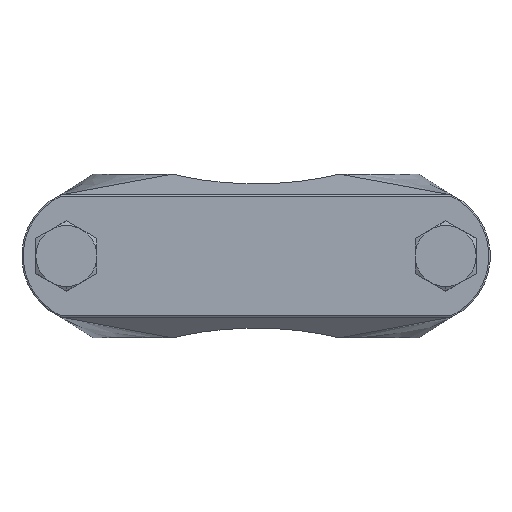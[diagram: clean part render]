
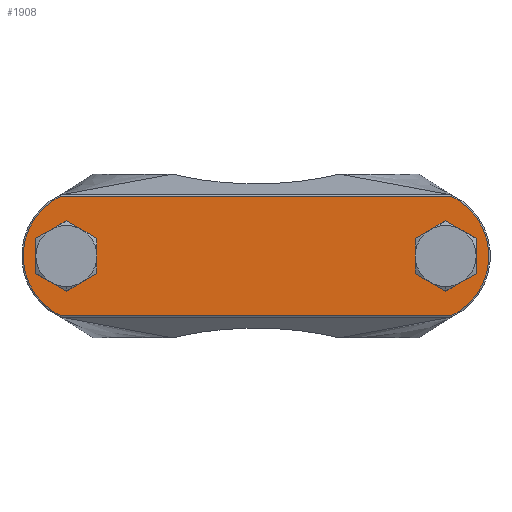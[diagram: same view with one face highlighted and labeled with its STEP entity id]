
A CAD part, front view. The second image highlights one B-rep face of the part: STEP entity #1908.
In plain terms, the highlighted planar face has unit normal (0, -1, 0).
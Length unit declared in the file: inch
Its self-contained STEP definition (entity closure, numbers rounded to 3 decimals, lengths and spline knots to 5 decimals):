
#9 = CARTESIAN_POINT ( 'NONE',  ( -1.5786, -0.799, -0.1263 ) ) ;
#23 = VERTEX_POINT ( 'NONE', #499 ) ;
#44 = CARTESIAN_POINT ( 'NONE',  ( 1.19449, -0.799, 0. ) ) ;
#51 = EDGE_CURVE ( 'NONE', #482, #2148, #3107, .T. ) ;
#92 = EDGE_CURVE ( 'NONE', #120, #3277, #2479, .T. ) ;
#120 = VERTEX_POINT ( 'NONE', #1317 ) ;
#131 = FACE_BOUND ( 'NONE', #1944, .T. ) ;
#216 = EDGE_CURVE ( 'NONE', #2280, #3078, #1074, .T. ) ;
#301 = ORIENTED_EDGE ( 'NONE', *, *, #2796, .F. ) ;
#317 = VERTEX_POINT ( 'NONE', #1936 ) ;
#355 = DIRECTION ( 'NONE',  ( 0., -1., 0. ) ) ;
#408 = VECTOR ( 'NONE', #1259, 39.37008 ) ;
#413 = VECTOR ( 'NONE', #2005, 39.37008 ) ;
#417 = CARTESIAN_POINT ( 'NONE',  ( 1.35985, -0.799, 0.25259 ) ) ;
#425 = VERTEX_POINT ( 'NONE', #1910 ) ;
#477 = CARTESIAN_POINT ( 'NONE',  ( 1.1411, -0.799, 0.1263 ) ) ;
#482 = VERTEX_POINT ( 'NONE', #417 ) ;
#499 = CARTESIAN_POINT ( 'NONE',  ( -1.5786, -0.799, -0.1263 ) ) ;
#501 = ORIENTED_EDGE ( 'NONE', *, *, #1081, .F. ) ;
#505 = AXIS2_PLACEMENT_3D ( 'NONE', #1113, #355, #3144 ) ;
#527 = EDGE_CURVE ( 'NONE', #1698, #2588, #1760, .T. ) ;
#536 = VERTEX_POINT ( 'NONE', #2297 ) ;
#570 = CARTESIAN_POINT ( 'NONE',  ( 1.5786, -0.799, 0.1263 ) ) ;
#592 = VECTOR ( 'NONE', #2515, 39.37008 ) ;
#603 = LINE ( 'NONE', #477, #413 ) ;
#623 = VERTEX_POINT ( 'NONE', #2013 ) ;
#639 = VECTOR ( 'NONE', #2713, 39.37008 ) ;
#786 = EDGE_CURVE ( 'NONE', #23, #536, #1451, .T. ) ;
#787 = EDGE_LOOP ( 'NONE', ( #3115, #2387, #2115, #810, #2396, #301 ) ) ;
#808 = FACE_BOUND ( 'NONE', #787, .T. ) ;
#810 = ORIENTED_EDGE ( 'NONE', *, *, #2104, .F. ) ;
#891 = CARTESIAN_POINT ( 'NONE',  ( 1.5786, -0.799, -0.1263 ) ) ;
#899 = LINE ( 'NONE', #1452, #1489 ) ;
#933 = DIRECTION ( 'NONE',  ( -0.866, 0., 0.5 ) ) ;
#946 = VERTEX_POINT ( 'NONE', #2145 ) ;
#950 = DIRECTION ( 'NONE',  ( 0., -1., 0. ) ) ;
#994 = DIRECTION ( 'NONE',  ( 0., 0., 1. ) ) ;
#1005 = CARTESIAN_POINT ( 'NONE',  ( -1.1411, -0.799, 0.1263 ) ) ;
#1038 = ORIENTED_EDGE ( 'NONE', *, *, #1361, .T. ) ;
#1074 = LINE ( 'NONE', #2458, #639 ) ;
#1081 = EDGE_CURVE ( 'NONE', #946, #317, #2029, .T. ) ;
#1113 = CARTESIAN_POINT ( 'NONE',  ( -1.19449, -0.799, 0. ) ) ;
#1140 = LINE ( 'NONE', #1617, #3094 ) ;
#1178 = DIRECTION ( 'NONE',  ( 0.866, 0., -0.5 ) ) ;
#1181 = DIRECTION ( 'NONE',  ( -0.866, 0., -0.5 ) ) ;
#1185 = PLANE ( 'NONE',  #2788 ) ;
#1252 = ORIENTED_EDGE ( 'NONE', *, *, #92, .T. ) ;
#1259 = DIRECTION ( 'NONE',  ( -0.866, 0., 0.5 ) ) ;
#1292 = EDGE_CURVE ( 'NONE', #2148, #946, #603, .T. ) ;
#1317 = CARTESIAN_POINT ( 'NONE',  ( -1.40271, -0.799, -0.4275 ) ) ;
#1361 = EDGE_CURVE ( 'NONE', #3224, #120, #1562, .T. ) ;
#1364 = CARTESIAN_POINT ( 'NONE',  ( 1.35985, -0.799, 0.25259 ) ) ;
#1451 = LINE ( 'NONE', #9, #2811 ) ;
#1452 = CARTESIAN_POINT ( 'NONE',  ( 1.5786, -0.799, 0.1263 ) ) ;
#1478 = CARTESIAN_POINT ( 'NONE',  ( 1.35985, -0.799, -0.25259 ) ) ;
#1489 = VECTOR ( 'NONE', #933, 39.37008 ) ;
#1505 = EDGE_LOOP ( 'NONE', ( #1655, #1038, #1252, #2162 ) ) ;
#1562 = CIRCLE ( 'NONE', #505, 0.47551 ) ;
#1564 = DIRECTION ( 'NONE',  ( 0.866, 0., 0.5 ) ) ;
#1574 = ORIENTED_EDGE ( 'NONE', *, *, #3314, .F. ) ;
#1617 = CARTESIAN_POINT ( 'NONE',  ( -1.405, -0.799, 0.4275 ) ) ;
#1622 = CARTESIAN_POINT ( 'NONE',  ( -1.1411, -0.799, -0.1263 ) ) ;
#1655 = ORIENTED_EDGE ( 'NONE', *, *, #3069, .T. ) ;
#1698 = VERTEX_POINT ( 'NONE', #1871 ) ;
#1705 = AXIS2_PLACEMENT_3D ( 'NONE', #44, #1819, #2085 ) ;
#1720 = CARTESIAN_POINT ( 'NONE',  ( -1.19449, -0.799, 0. ) ) ;
#1732 = DIRECTION ( 'NONE',  ( 0., 0., -1. ) ) ;
#1743 = VECTOR ( 'NONE', #1874, 39.37008 ) ;
#1760 = LINE ( 'NONE', #891, #3163 ) ;
#1805 = LINE ( 'NONE', #1478, #3255 ) ;
#1819 = DIRECTION ( 'NONE',  ( 0., -1., 0. ) ) ;
#1870 = LINE ( 'NONE', #1959, #592 ) ;
#1871 = CARTESIAN_POINT ( 'NONE',  ( 1.5786, -0.799, -0.1263 ) ) ;
#1874 = DIRECTION ( 'NONE',  ( 1., 0., 0. ) ) ;
#1886 = EDGE_CURVE ( 'NONE', #2588, #482, #899, .T. ) ;
#1900 = VECTOR ( 'NONE', #1181, 39.37008 ) ;
#1908 = ADVANCED_FACE ( 'NONE', ( #2775, #808, #131 ), #1185, .T. ) ;
#1910 = CARTESIAN_POINT ( 'NONE',  ( -1.5786, -0.799, 0.1263 ) ) ;
#1936 = CARTESIAN_POINT ( 'NONE',  ( 1.35985, -0.799, -0.25259 ) ) ;
#1944 = EDGE_LOOP ( 'NONE', ( #2268, #2686, #2159, #1574, #501, #2884 ) ) ;
#1959 = CARTESIAN_POINT ( 'NONE',  ( -1.5786, -0.799, 0.1263 ) ) ;
#1963 = VECTOR ( 'NONE', #1564, 39.37008 ) ;
#2005 = DIRECTION ( 'NONE',  ( 0., 0., -1. ) ) ;
#2013 = CARTESIAN_POINT ( 'NONE',  ( 1.40271, -0.799, 0.4275 ) ) ;
#2029 = LINE ( 'NONE', #3210, #2561 ) ;
#2085 = DIRECTION ( 'NONE',  ( 0., 0., -1. ) ) ;
#2104 = EDGE_CURVE ( 'NONE', #536, #2280, #2295, .T. ) ;
#2115 = ORIENTED_EDGE ( 'NONE', *, *, #216, .F. ) ;
#2132 = CARTESIAN_POINT ( 'NONE',  ( -1.1411, -0.799, 0.1263 ) ) ;
#2145 = CARTESIAN_POINT ( 'NONE',  ( 1.1411, -0.799, -0.1263 ) ) ;
#2148 = VERTEX_POINT ( 'NONE', #2354 ) ;
#2159 = ORIENTED_EDGE ( 'NONE', *, *, #527, .F. ) ;
#2162 = ORIENTED_EDGE ( 'NONE', *, *, #2521, .T. ) ;
#2205 = CIRCLE ( 'NONE', #1705, 0.47551 ) ;
#2268 = ORIENTED_EDGE ( 'NONE', *, *, #51, .F. ) ;
#2280 = VERTEX_POINT ( 'NONE', #1622 ) ;
#2295 = LINE ( 'NONE', #2866, #1963 ) ;
#2297 = CARTESIAN_POINT ( 'NONE',  ( -1.35985, -0.799, -0.25259 ) ) ;
#2354 = CARTESIAN_POINT ( 'NONE',  ( 1.1411, -0.799, 0.1263 ) ) ;
#2387 = ORIENTED_EDGE ( 'NONE', *, *, #2469, .F. ) ;
#2395 = DIRECTION ( 'NONE',  ( -1., 0., 0. ) ) ;
#2396 = ORIENTED_EDGE ( 'NONE', *, *, #786, .F. ) ;
#2421 = CARTESIAN_POINT ( 'NONE',  ( -1.40271, -0.799, 0.4275 ) ) ;
#2437 = CARTESIAN_POINT ( 'NONE',  ( -1.35985, -0.799, 0.25259 ) ) ;
#2458 = CARTESIAN_POINT ( 'NONE',  ( -1.1411, -0.799, -0.1263 ) ) ;
#2469 = EDGE_CURVE ( 'NONE', #3078, #3221, #2878, .T. ) ;
#2479 = LINE ( 'NONE', #3124, #1743 ) ;
#2515 = DIRECTION ( 'NONE',  ( 0., 0., -1. ) ) ;
#2521 = EDGE_CURVE ( 'NONE', #3277, #623, #2205, .T. ) ;
#2561 = VECTOR ( 'NONE', #1178, 39.37008 ) ;
#2578 = DIRECTION ( 'NONE',  ( 0.866, 0., -0.5 ) ) ;
#2588 = VERTEX_POINT ( 'NONE', #570 ) ;
#2655 = DIRECTION ( 'NONE',  ( -0.866, 0., -0.5 ) ) ;
#2666 = CARTESIAN_POINT ( 'NONE',  ( -1.35985, -0.799, 0.25259 ) ) ;
#2686 = ORIENTED_EDGE ( 'NONE', *, *, #1886, .F. ) ;
#2713 = DIRECTION ( 'NONE',  ( 0., 0., 1. ) ) ;
#2756 = EDGE_CURVE ( 'NONE', #3221, #425, #3175, .T. ) ;
#2775 = FACE_OUTER_BOUND ( 'NONE', #1505, .T. ) ;
#2788 = AXIS2_PLACEMENT_3D ( 'NONE', #1720, #950, #1732 ) ;
#2796 = EDGE_CURVE ( 'NONE', #425, #23, #1870, .T. ) ;
#2811 = VECTOR ( 'NONE', #2578, 39.37008 ) ;
#2866 = CARTESIAN_POINT ( 'NONE',  ( -1.35985, -0.799, -0.25259 ) ) ;
#2878 = LINE ( 'NONE', #1005, #408 ) ;
#2884 = ORIENTED_EDGE ( 'NONE', *, *, #1292, .F. ) ;
#2987 = CARTESIAN_POINT ( 'NONE',  ( 1.40271, -0.799, -0.4275 ) ) ;
#3069 = EDGE_CURVE ( 'NONE', #623, #3224, #1140, .T. ) ;
#3078 = VERTEX_POINT ( 'NONE', #2132 ) ;
#3094 = VECTOR ( 'NONE', #2395, 39.37008 ) ;
#3107 = LINE ( 'NONE', #1364, #3273 ) ;
#3115 = ORIENTED_EDGE ( 'NONE', *, *, #2756, .F. ) ;
#3124 = CARTESIAN_POINT ( 'NONE',  ( 1.405, -0.799, -0.4275 ) ) ;
#3144 = DIRECTION ( 'NONE',  ( 0., 0., -1. ) ) ;
#3163 = VECTOR ( 'NONE', #994, 39.37008 ) ;
#3175 = LINE ( 'NONE', #2437, #1900 ) ;
#3210 = CARTESIAN_POINT ( 'NONE',  ( 1.1411, -0.799, -0.1263 ) ) ;
#3221 = VERTEX_POINT ( 'NONE', #2666 ) ;
#3224 = VERTEX_POINT ( 'NONE', #2421 ) ;
#3255 = VECTOR ( 'NONE', #3272, 39.37008 ) ;
#3272 = DIRECTION ( 'NONE',  ( 0.866, 0., 0.5 ) ) ;
#3273 = VECTOR ( 'NONE', #2655, 39.37008 ) ;
#3277 = VERTEX_POINT ( 'NONE', #2987 ) ;
#3314 = EDGE_CURVE ( 'NONE', #317, #1698, #1805, .T. ) ;
